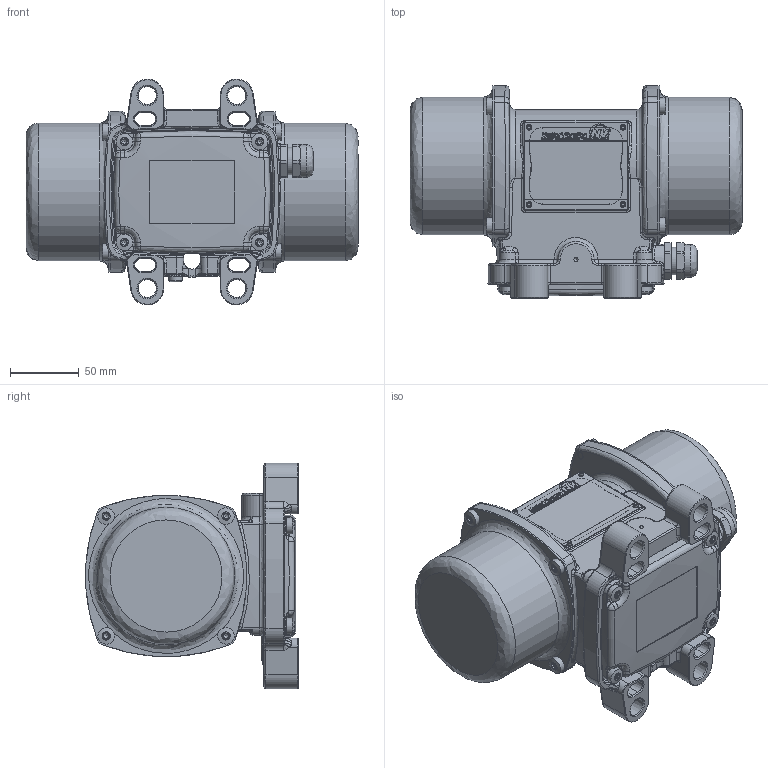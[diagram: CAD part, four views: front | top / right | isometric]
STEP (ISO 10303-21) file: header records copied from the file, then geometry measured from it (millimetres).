
FILE_DESCRIPTION (( 'STEP AP214' ), '1' );
FILE_NAME ('NEA-NEG 2570.STEP', '2017-03-17T10:22:54', ( '' ), ( '' ), 'SwSTEP 2.0', 'SolidWorks 2015', '' );
FILE_SCHEMA (( 'AUTOMOTIVE_DESIGN' ));
Length unit declared in the file: millimetre
Products named in the file (1): NEA-NEG 2570
Bounding box: 241 x 154.38 x 163.95 mm (x, y, z)
Volume: 699305.2 mm3; surface area: 349410.3 mm2
Topology: 21 solids, 21 shells, 2709 faces, 7295 edges, 4768 vertices
Faces by surface type: bspline 1129, plane 759, cylinder 667, cone 154
Full cylindrical faces by diameter (mm): 3.4 x4, 5 x1, 6 x12, 7 x8, 10 x1, 10.5 x1, 11.5 x1, 12 x13, 14.5 x1, 18.5 x1, 20 x2, 24 x1, 84 x2, 97.4 x2, 99.8 x2
Entity records: 142410 total; most frequent: CARTESIAN_POINT 82509, ORIENTED_EDGE 13994, DIRECTION 9452, EDGE_CURVE 6997, VERTEX_POINT 4715, AXIS2_PLACEMENT_3D 3408, EDGE_LOOP 3176, FACE_OUTER_BOUND 2818
